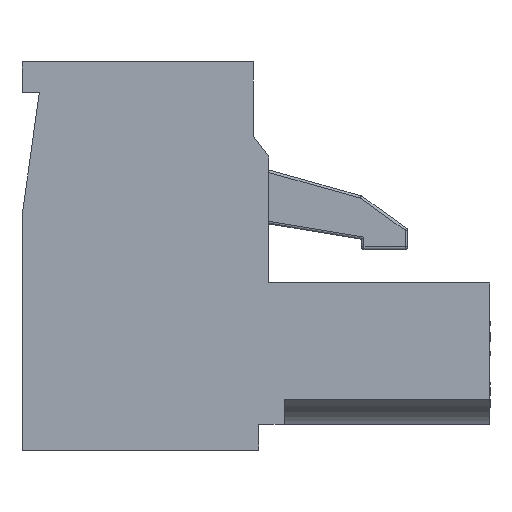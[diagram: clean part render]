
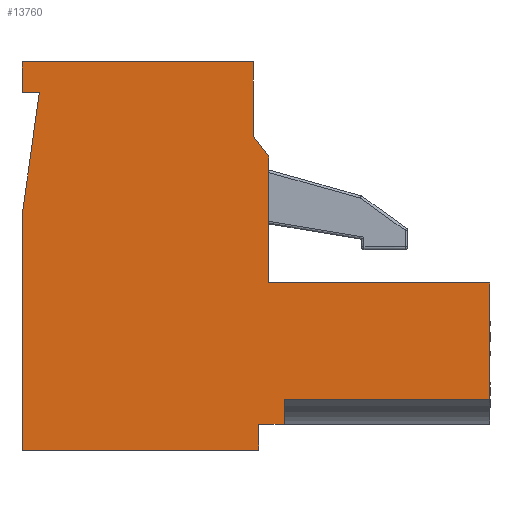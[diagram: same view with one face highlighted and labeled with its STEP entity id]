
A CAD part, left-side view. The second image highlights one B-rep face of the part: STEP entity #13760.
In plain terms, the highlighted free-form (B-spline) face has degree [1, 1] with [2, 2] control points.
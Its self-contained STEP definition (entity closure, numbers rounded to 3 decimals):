
#10862 = VERTEX_POINT('',#10863);
#10863 = CARTESIAN_POINT('',(-5.348,0.,
    8.718));
#10870 = EDGE_CURVE('',#10862,#10871,#10873,.T.);
#10871 = VERTEX_POINT('',#10872);
#10872 = CARTESIAN_POINT('',(-5.348,0.,
    3.476));
#10873 = B_SPLINE_CURVE_WITH_KNOTS('',1,(#10874,#10875),.UNSPECIFIED.,
  .F.,.F.,(2,2),(3.7,8.6),.PIECEWISE_BEZIER_KNOTS.);
#10874 = CARTESIAN_POINT('',(-5.348,0.,
    8.718));
#10875 = CARTESIAN_POINT('',(-5.348,0.,
    3.476));
#11474 = VERTEX_POINT('',#11475);
#11475 = CARTESIAN_POINT('',(-5.348,-9.199,
    3.476));
#11542 = EDGE_CURVE('',#10871,#11474,#11543,.T.);
#11543 = B_SPLINE_CURVE_WITH_KNOTS('',1,(#11544,#11545),.UNSPECIFIED.,
  .F.,.F.,(2,2),(0.,8.6),.PIECEWISE_BEZIER_KNOTS.);
#11544 = CARTESIAN_POINT('',(-5.348,0.,
    3.476));
#11545 = CARTESIAN_POINT('',(-5.348,-9.199,
    3.476));
#11556 = VERTEX_POINT('',#11557);
#11557 = CARTESIAN_POINT('',(-5.348,0.642,
    12.675));
#11572 = VERTEX_POINT('',#11573);
#11573 = CARTESIAN_POINT('',(-5.348,10.269,
    12.675));
#11578 = EDGE_CURVE('',#11572,#11556,#11579,.T.);
#11579 = B_SPLINE_CURVE_WITH_KNOTS('',1,(#11580,#11581),.UNSPECIFIED.,
  .F.,.F.,(2,2),(0.,9.),.PIECEWISE_BEZIER_KNOTS.);
#11580 = CARTESIAN_POINT('',(-5.348,10.269,
    12.675));
#11581 = CARTESIAN_POINT('',(-5.348,0.642,
    12.675));
#11680 = VERTEX_POINT('',#11681);
#11681 = CARTESIAN_POINT('',(-5.348,0.428,
    -3.476));
#11688 = EDGE_CURVE('',#11680,#11689,#11691,.T.);
#11689 = VERTEX_POINT('',#11690);
#11690 = CARTESIAN_POINT('',(-5.348,10.269,
    -3.476));
#11691 = B_SPLINE_CURVE_WITH_KNOTS('',1,(#11692,#11693),.UNSPECIFIED.,
  .F.,.F.,(2,2),(9.,18.2),.PIECEWISE_BEZIER_KNOTS.);
#11692 = CARTESIAN_POINT('',(-5.348,0.428,
    -3.476));
#11693 = CARTESIAN_POINT('',(-5.348,10.269,
    -3.476));
#13086 = VERTEX_POINT('',#13087);
#13087 = CARTESIAN_POINT('',(-5.348,-9.199,
    -1.38));
#13092 = EDGE_CURVE('',#13093,#13086,#13095,.T.);
#13093 = VERTEX_POINT('',#13094);
#13094 = CARTESIAN_POINT('',(-5.348,-0.642,
    -1.38));
#13095 = B_SPLINE_CURVE_WITH_KNOTS('',1,(#13096,#13097),.UNSPECIFIED.,
  .F.,.F.,(2,2),(0.,8.),.PIECEWISE_BEZIER_KNOTS.);
#13096 = CARTESIAN_POINT('',(-5.348,-0.642,
    -1.38));
#13097 = CARTESIAN_POINT('',(-5.348,-9.199,
    -1.38));
#13439 = EDGE_CURVE('',#11474,#13086,#13440,.T.);
#13440 = B_SPLINE_CURVE_WITH_KNOTS('',1,(#13441,#13442),.UNSPECIFIED.,
  .F.,.F.,(2,2),(0.,4.54),.PIECEWISE_BEZIER_KNOTS.);
#13441 = CARTESIAN_POINT('',(-5.348,-9.199,
    3.476));
#13442 = CARTESIAN_POINT('',(-5.348,-9.199,
    -1.38));
#13655 = VERTEX_POINT('',#13656);
#13656 = CARTESIAN_POINT('',(-5.348,9.547,
    11.392));
#13661 = EDGE_CURVE('',#13655,#13662,#13664,.T.);
#13662 = VERTEX_POINT('',#13663);
#13663 = CARTESIAN_POINT('',(-5.348,10.269,
    11.392));
#13664 = B_SPLINE_CURVE_WITH_KNOTS('',1,(#13665,#13666),.UNSPECIFIED.,
  .F.,.F.,(2,2),(8.925,9.6),.PIECEWISE_BEZIER_KNOTS.);
#13665 = CARTESIAN_POINT('',(-5.348,9.547,
    11.392));
#13666 = CARTESIAN_POINT('',(-5.348,10.269,
    11.392));
#13745 = VERTEX_POINT('',#13746);
#13746 = CARTESIAN_POINT('',(-5.348,10.269,
    6.257));
#13751 = EDGE_CURVE('',#13745,#13655,#13752,.T.);
#13752 = B_SPLINE_CURVE_WITH_KNOTS('',1,(#13753,#13754),.UNSPECIFIED.,
  .F.,.F.,(2,2),(4.457,9.304),
  .PIECEWISE_BEZIER_KNOTS.);
#13753 = CARTESIAN_POINT('',(-5.348,10.269,
    6.257));
#13754 = CARTESIAN_POINT('',(-5.348,9.547,
    11.392));
#13760 = ADVANCED_FACE('',(#13761),#13812,.F.);
#13761 = FACE_BOUND('',#13762,.T.);
#13762 = EDGE_LOOP('',(#13763,#13770,#13771,#13772,#13773,#13774,#13781,
    #13786,#13787,#13792,#13793,#13794,#13799,#13800,#13807));
#13763 = ORIENTED_EDGE('',*,*,#13764,.F.);
#13764 = EDGE_CURVE('',#13093,#13765,#13767,.T.);
#13765 = VERTEX_POINT('',#13766);
#13766 = CARTESIAN_POINT('',(-5.348,-0.642,
    -2.407));
#13767 = B_SPLINE_CURVE_WITH_KNOTS('',1,(#13768,#13769),.UNSPECIFIED.,
  .F.,.F.,(2,2),(0.,0.96),.PIECEWISE_BEZIER_KNOTS.);
#13768 = CARTESIAN_POINT('',(-5.348,-0.642,
    -1.38));
#13769 = CARTESIAN_POINT('',(-5.348,-0.642,
    -2.407));
#13770 = ORIENTED_EDGE('',*,*,#13092,.T.);
#13771 = ORIENTED_EDGE('',*,*,#13439,.F.);
#13772 = ORIENTED_EDGE('',*,*,#11542,.F.);
#13773 = ORIENTED_EDGE('',*,*,#10870,.F.);
#13774 = ORIENTED_EDGE('',*,*,#13775,.F.);
#13775 = EDGE_CURVE('',#13776,#10862,#13778,.T.);
#13776 = VERTEX_POINT('',#13777);
#13777 = CARTESIAN_POINT('',(-5.348,0.642,
    9.573));
#13778 = B_SPLINE_CURVE_WITH_KNOTS('',1,(#13779,#13780),.UNSPECIFIED.,
  .F.,.F.,(2,2),(-7.52,-6.52),.PIECEWISE_BEZIER_KNOTS.);
#13779 = CARTESIAN_POINT('',(-5.348,0.642,
    9.573));
#13780 = CARTESIAN_POINT('',(-5.348,0.,
    8.718));
#13781 = ORIENTED_EDGE('',*,*,#13782,.F.);
#13782 = EDGE_CURVE('',#11556,#13776,#13783,.T.);
#13783 = B_SPLINE_CURVE_WITH_KNOTS('',1,(#13784,#13785),.UNSPECIFIED.,
  .F.,.F.,(2,2),(-11.85,-8.95),.PIECEWISE_BEZIER_KNOTS.);
#13784 = CARTESIAN_POINT('',(-5.348,0.642,
    12.675));
#13785 = CARTESIAN_POINT('',(-5.348,0.642,
    9.573));
#13786 = ORIENTED_EDGE('',*,*,#11578,.F.);
#13787 = ORIENTED_EDGE('',*,*,#13788,.F.);
#13788 = EDGE_CURVE('',#13662,#11572,#13789,.T.);
#13789 = B_SPLINE_CURVE_WITH_KNOTS('',1,(#13790,#13791),.UNSPECIFIED.,
  .F.,.F.,(2,2),(13.9,15.1),.PIECEWISE_BEZIER_KNOTS.);
#13790 = CARTESIAN_POINT('',(-5.348,10.269,
    11.392));
#13791 = CARTESIAN_POINT('',(-5.348,10.269,
    12.675));
#13792 = ORIENTED_EDGE('',*,*,#13661,.F.);
#13793 = ORIENTED_EDGE('',*,*,#13751,.F.);
#13794 = ORIENTED_EDGE('',*,*,#13795,.F.);
#13795 = EDGE_CURVE('',#11689,#13745,#13796,.T.);
#13796 = B_SPLINE_CURVE_WITH_KNOTS('',1,(#13797,#13798),.UNSPECIFIED.,
  .F.,.F.,(2,2),(0.,9.1),.PIECEWISE_BEZIER_KNOTS.);
#13797 = CARTESIAN_POINT('',(-5.348,10.269,
    -3.476));
#13798 = CARTESIAN_POINT('',(-5.348,10.269,
    6.257));
#13799 = ORIENTED_EDGE('',*,*,#11688,.F.);
#13800 = ORIENTED_EDGE('',*,*,#13801,.F.);
#13801 = EDGE_CURVE('',#13802,#11680,#13804,.T.);
#13802 = VERTEX_POINT('',#13803);
#13803 = CARTESIAN_POINT('',(-5.348,0.428,
    -2.407));
#13804 = B_SPLINE_CURVE_WITH_KNOTS('',1,(#13805,#13806),.UNSPECIFIED.,
  .F.,.F.,(2,2),(2.25,3.25),.PIECEWISE_BEZIER_KNOTS.);
#13805 = CARTESIAN_POINT('',(-5.348,0.428,
    -2.407));
#13806 = CARTESIAN_POINT('',(-5.348,0.428,
    -3.476));
#13807 = ORIENTED_EDGE('',*,*,#13808,.F.);
#13808 = EDGE_CURVE('',#13765,#13802,#13809,.T.);
#13809 = B_SPLINE_CURVE_WITH_KNOTS('',1,(#13810,#13811),.UNSPECIFIED.,
  .F.,.F.,(2,2),(-0.6,0.4),.PIECEWISE_BEZIER_KNOTS.);
#13810 = CARTESIAN_POINT('',(-5.348,-0.642,
    -2.407));
#13811 = CARTESIAN_POINT('',(-5.348,0.428,
    -2.407));
#13812 = B_SPLINE_SURFACE_WITH_KNOTS('',1,1,(
    (#13813,#13814)
    ,(#13815,#13816
    )),.UNSPECIFIED.,.F.,.F.,.F.,(2,2),(2,2),(-11.85,3.25),(-8.6,9.6),
  .PIECEWISE_BEZIER_KNOTS.);
#13813 = CARTESIAN_POINT('',(-5.348,-9.199,
    12.675));
#13814 = CARTESIAN_POINT('',(-5.348,10.269,
    12.675));
#13815 = CARTESIAN_POINT('',(-5.348,-9.199,
    -3.476));
#13816 = CARTESIAN_POINT('',(-5.348,10.269,
    -3.476));
